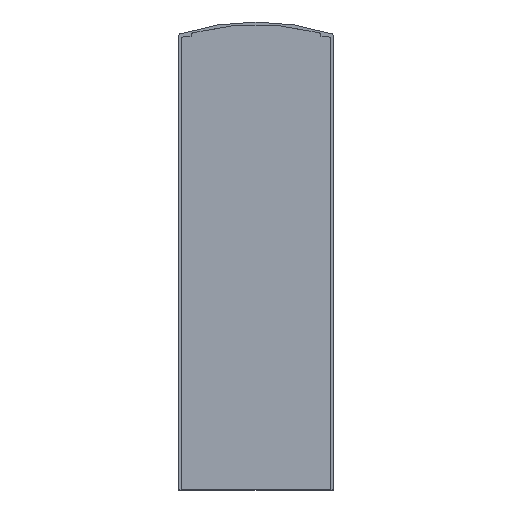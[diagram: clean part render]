
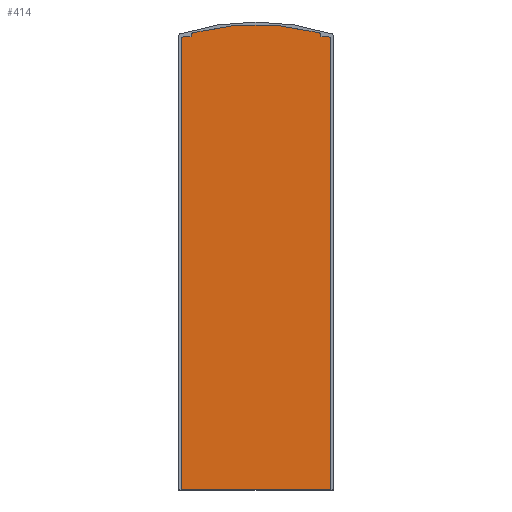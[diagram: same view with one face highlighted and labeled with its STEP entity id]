
A CAD part, top view. The second image highlights one B-rep face of the part: STEP entity #414.
In plain terms, the highlighted planar face has unit normal (0, 0, 1).
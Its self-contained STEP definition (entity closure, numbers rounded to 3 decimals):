
#1 = DIRECTION ( 'NONE',  ( 0., 0., -1. ) ) ;
#8 = CARTESIAN_POINT ( 'NONE',  ( -25.25, 183.699, 2. ) ) ;
#10 = ORIENTED_EDGE ( 'NONE', *, *, #536, .F. ) ;
#11 = LINE ( 'NONE', #220, #36 ) ;
#13 = LINE ( 'NONE', #379, #557 ) ;
#17 = VERTEX_POINT ( 'NONE', #538 ) ;
#23 = CARTESIAN_POINT ( 'NONE',  ( -30.25, 0., 2. ) ) ;
#26 = DIRECTION ( 'NONE',  ( 0., 0., -1. ) ) ;
#32 = ORIENTED_EDGE ( 'NONE', *, *, #245, .F. ) ;
#33 = CARTESIAN_POINT ( 'NONE',  ( -26.25, 183., 2. ) ) ;
#36 = VECTOR ( 'NONE', #433, 1000. ) ;
#37 = EDGE_CURVE ( 'NONE', #223, #502, #372, .T. ) ;
#39 = ORIENTED_EDGE ( 'NONE', *, *, #624, .T. ) ;
#44 = DIRECTION ( 'NONE',  ( 0., 1., 0. ) ) ;
#45 = CARTESIAN_POINT ( 'NONE',  ( 30.25, 0., 2. ) ) ;
#50 = EDGE_CURVE ( 'NONE', #324, #352, #13, .T. ) ;
#61 = DIRECTION ( 'NONE',  ( -1., 0., 0. ) ) ;
#67 = DIRECTION ( 'NONE',  ( -1., 0., 0. ) ) ;
#70 = VECTOR ( 'NONE', #401, 1000. ) ;
#74 = DIRECTION ( 'NONE',  ( 0., 0., -1. ) ) ;
#79 = AXIS2_PLACEMENT_3D ( 'NONE', #278, #26, #225 ) ;
#82 = CARTESIAN_POINT ( 'NONE',  ( 25.508, 184.666, 2. ) ) ;
#85 = ORIENTED_EDGE ( 'NONE', *, *, #664, .F. ) ;
#106 = VERTEX_POINT ( 'NONE', #347 ) ;
#112 = VERTEX_POINT ( 'NONE', #45 ) ;
#115 = VECTOR ( 'NONE', #152, 1000. ) ;
#135 = VECTOR ( 'NONE', #171, 1000. ) ;
#138 = CARTESIAN_POINT ( 'NONE',  ( 29.25, 183., 2. ) ) ;
#144 = DIRECTION ( 'NONE',  ( 0., 0., -1. ) ) ;
#152 = DIRECTION ( 'NONE',  ( 1., 0., 0. ) ) ;
#171 = DIRECTION ( 'NONE',  ( 0., 1., 0. ) ) ;
#172 = CARTESIAN_POINT ( 'NONE',  ( -30.25, 182., 2. ) ) ;
#180 = CARTESIAN_POINT ( 'NONE',  ( 30.25, 182., 2. ) ) ;
#192 = CARTESIAN_POINT ( 'NONE',  ( 26.25, 183., 2. ) ) ;
#209 = DIRECTION ( 'NONE',  ( 0., 0., -1. ) ) ;
#220 = CARTESIAN_POINT ( 'NONE',  ( 26.25, 183.699, 2. ) ) ;
#223 = VERTEX_POINT ( 'NONE', #172 ) ;
#225 = DIRECTION ( 'NONE',  ( -1., 0., 0. ) ) ;
#234 = ORIENTED_EDGE ( 'NONE', *, *, #37, .F. ) ;
#240 = CARTESIAN_POINT ( 'NONE',  ( 30.25, 0., 2. ) ) ;
#243 = AXIS2_PLACEMENT_3D ( 'NONE', #455, #144, #670 ) ;
#245 = EDGE_CURVE ( 'NONE', #626, #441, #362, .T. ) ;
#249 = ORIENTED_EDGE ( 'NONE', *, *, #447, .F. ) ;
#255 = AXIS2_PLACEMENT_3D ( 'NONE', #419, #1, #365 ) ;
#258 = AXIS2_PLACEMENT_3D ( 'NONE', #8, #209, #61 ) ;
#261 = VECTOR ( 'NONE', #44, 1000. ) ;
#262 = DIRECTION ( 'NONE',  ( 1., 0., 0. ) ) ;
#270 = ORIENTED_EDGE ( 'NONE', *, *, #314, .T. ) ;
#272 = LINE ( 'NONE', #23, #448 ) ;
#278 = CARTESIAN_POINT ( 'NONE',  ( 25.25, 183.699, 2. ) ) ;
#285 = CARTESIAN_POINT ( 'NONE',  ( -30.25, 0., 2. ) ) ;
#298 = DIRECTION ( 'NONE',  ( -1., 0., 0. ) ) ;
#314 = EDGE_CURVE ( 'NONE', #112, #350, #603, .T. ) ;
#315 = CARTESIAN_POINT ( 'NONE',  ( -29.25, 183., 2. ) ) ;
#324 = VERTEX_POINT ( 'NONE', #192 ) ;
#347 = CARTESIAN_POINT ( 'NONE',  ( -26.25, 183.699, 2. ) ) ;
#350 = VERTEX_POINT ( 'NONE', #180 ) ;
#352 = VERTEX_POINT ( 'NONE', #138 ) ;
#353 = EDGE_CURVE ( 'NONE', #106, #550, #656, .T. ) ;
#358 = VERTEX_POINT ( 'NONE', #285 ) ;
#359 = PLANE ( 'NONE',  #258 ) ;
#362 = CIRCLE ( 'NONE', #79, 1. ) ;
#363 = FACE_OUTER_BOUND ( 'NONE', #482, .T. ) ;
#365 = DIRECTION ( 'NONE',  ( -1., 0., 0. ) ) ;
#372 = CIRCLE ( 'NONE', #443, 1. ) ;
#379 = CARTESIAN_POINT ( 'NONE',  ( 26.25, 183., 2. ) ) ;
#384 = ORIENTED_EDGE ( 'NONE', *, *, #586, .F. ) ;
#388 = DIRECTION ( 'NONE',  ( 1., 0., 0. ) ) ;
#390 = DIRECTION ( 'NONE',  ( 0., 0., -1. ) ) ;
#401 = DIRECTION ( 'NONE',  ( 0., 1., 0. ) ) ;
#408 = LINE ( 'NONE', #315, #115 ) ;
#412 = ORIENTED_EDGE ( 'NONE', *, *, #657, .F. ) ;
#414 = ADVANCED_FACE ( 'NONE', ( #363 ), #359, .F. ) ;
#419 = CARTESIAN_POINT ( 'NONE',  ( 0., 89.008, 2. ) ) ;
#433 = DIRECTION ( 'NONE',  ( 0., -1., 0. ) ) ;
#441 = VERTEX_POINT ( 'NONE', #630 ) ;
#443 = AXIS2_PLACEMENT_3D ( 'NONE', #587, #74, #67 ) ;
#447 = EDGE_CURVE ( 'NONE', #550, #626, #653, .T. ) ;
#448 = VECTOR ( 'NONE', #262, 1000. ) ;
#455 = CARTESIAN_POINT ( 'NONE',  ( 29.25, 182., 2. ) ) ;
#474 = ORIENTED_EDGE ( 'NONE', *, *, #353, .F. ) ;
#475 = LINE ( 'NONE', #583, #135 ) ;
#482 = EDGE_LOOP ( 'NONE', ( #474, #85, #10, #234, #384, #39, #270, #412, #578, #559, #32, #249 ) ) ;
#502 = VERTEX_POINT ( 'NONE', #518 ) ;
#518 = CARTESIAN_POINT ( 'NONE',  ( -29.25, 183., 2. ) ) ;
#536 = EDGE_CURVE ( 'NONE', #502, #17, #408, .T. ) ;
#538 = CARTESIAN_POINT ( 'NONE',  ( -26.25, 183., 2. ) ) ;
#546 = CARTESIAN_POINT ( 'NONE',  ( -25.508, 184.666, 2. ) ) ;
#548 = CIRCLE ( 'NONE', #243, 1. ) ;
#550 = VERTEX_POINT ( 'NONE', #546 ) ;
#556 = AXIS2_PLACEMENT_3D ( 'NONE', #558, #390, #298 ) ;
#557 = VECTOR ( 'NONE', #388, 1000. ) ;
#558 = CARTESIAN_POINT ( 'NONE',  ( -25.25, 183.699, 2. ) ) ;
#559 = ORIENTED_EDGE ( 'NONE', *, *, #631, .F. ) ;
#578 = ORIENTED_EDGE ( 'NONE', *, *, #50, .F. ) ;
#583 = CARTESIAN_POINT ( 'NONE',  ( -30.25, 0., 2. ) ) ;
#586 = EDGE_CURVE ( 'NONE', #358, #223, #475, .T. ) ;
#587 = CARTESIAN_POINT ( 'NONE',  ( -29.25, 182., 2. ) ) ;
#603 = LINE ( 'NONE', #240, #261 ) ;
#613 = LINE ( 'NONE', #33, #70 ) ;
#624 = EDGE_CURVE ( 'NONE', #358, #112, #272, .T. ) ;
#626 = VERTEX_POINT ( 'NONE', #82 ) ;
#630 = CARTESIAN_POINT ( 'NONE',  ( 26.25, 183.699, 2. ) ) ;
#631 = EDGE_CURVE ( 'NONE', #441, #324, #11, .T. ) ;
#653 = CIRCLE ( 'NONE', #255, 99. ) ;
#656 = CIRCLE ( 'NONE', #556, 1. ) ;
#657 = EDGE_CURVE ( 'NONE', #352, #350, #548, .T. ) ;
#664 = EDGE_CURVE ( 'NONE', #17, #106, #613, .T. ) ;
#670 = DIRECTION ( 'NONE',  ( -1., 0., 0. ) ) ;
